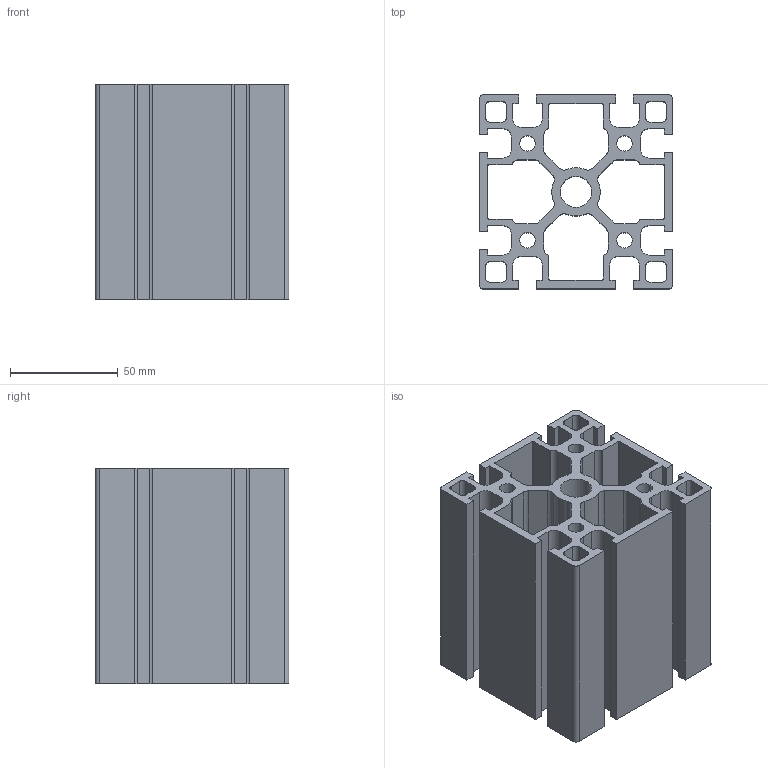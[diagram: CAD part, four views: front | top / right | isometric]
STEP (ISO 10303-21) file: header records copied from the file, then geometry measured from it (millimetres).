
FILE_DESCRIPTION((''),'2;1');
FILE_NAME('K_109090_100.stp','2013-02-18T10:52:59',('VeronikaF'),(''),'Autodesk Inventor 2011','Autodesk Inventor 2011','');
FILE_SCHEMA(('AUTOMOTIVE_DESIGN { 1 0 10303 214 1 1 1 1 }'));
Length unit declared in the file: millimetre
Products named in the file (1): 109090
Bounding box: 90 x 90 x 100 mm (x, y, z)
Volume: 282040.7 mm3; surface area: 142556.5 mm2
Topology: 1 solids, 1 shells, 199 faces, 591 edges, 394 vertices
Faces by surface type: plane 114, cylinder 85
Full cylindrical faces by diameter (mm): 7.2 x4, 14.5 x1
Entity records: 6748 total; most frequent: CARTESIAN_POINT 1180, ORIENTED_EDGE 1172, DIRECTION 1156, EDGE_CURVE 586, VECTOR 416, LINE 416, VERTEX_POINT 394, AXIS2_PLACEMENT_3D 370
